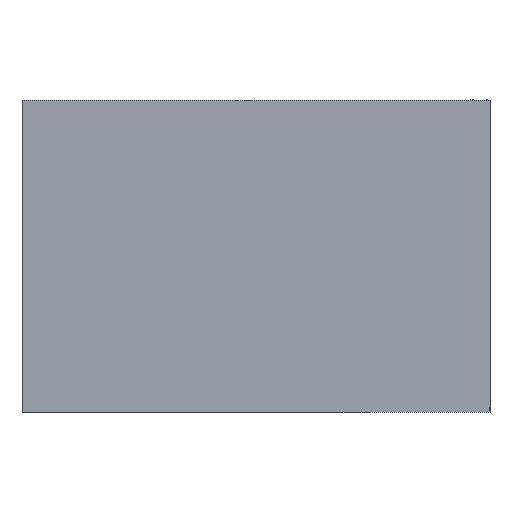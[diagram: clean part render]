
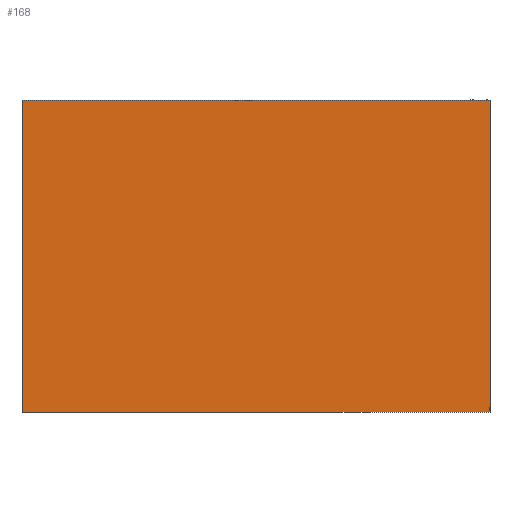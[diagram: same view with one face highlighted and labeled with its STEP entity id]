
A CAD part, left-side view. The second image highlights one B-rep face of the part: STEP entity #168.
In plain terms, the highlighted planar face has unit normal (-1, 0, 0).
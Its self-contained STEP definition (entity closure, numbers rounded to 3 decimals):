
#162 = CARTESIAN_POINT ( 'NONE',  ( 0., 15., 0. ) ) ;
#168 = ADVANCED_FACE ( 'NONE', ( #2972 ), #2290, .F. ) ;
#207 = CARTESIAN_POINT ( 'NONE',  ( 0., 0., 10. ) ) ;
#249 = DIRECTION ( 'NONE',  ( 0., 0., -1. ) ) ;
#445 = VECTOR ( 'NONE', #1642, 1000. ) ;
#470 = CARTESIAN_POINT ( 'NONE',  ( 0., 15., 10. ) ) ;
#514 = EDGE_LOOP ( 'NONE', ( #2590, #2838, #2110, #2764 ) ) ;
#635 = CARTESIAN_POINT ( 'NONE',  ( 0., 0., 10. ) ) ;
#647 = DIRECTION ( 'NONE',  ( 0., 0., -1. ) ) ;
#681 = LINE ( 'NONE', #470, #445 ) ;
#690 = CARTESIAN_POINT ( 'NONE',  ( 0., 0., 10. ) ) ;
#1052 = VERTEX_POINT ( 'NONE', #162 ) ;
#1060 = CARTESIAN_POINT ( 'NONE',  ( 0., 15., 10. ) ) ;
#1202 = VERTEX_POINT ( 'NONE', #1608 ) ;
#1366 = DIRECTION ( 'NONE',  ( 0., -1., 0. ) ) ;
#1413 = CARTESIAN_POINT ( 'NONE',  ( 0., 0., 0. ) ) ;
#1480 = VECTOR ( 'NONE', #2343, 1000. ) ;
#1608 = CARTESIAN_POINT ( 'NONE',  ( 0., 0., 0. ) ) ;
#1640 = LINE ( 'NONE', #1413, #1480 ) ;
#1642 = DIRECTION ( 'NONE',  ( 0., 0., -1. ) ) ;
#1712 = VECTOR ( 'NONE', #249, 1000. ) ;
#1721 = EDGE_CURVE ( 'NONE', #2175, #2778, #2079, .T. ) ;
#1810 = EDGE_CURVE ( 'NONE', #1052, #1202, #1640, .T. ) ;
#2079 = LINE ( 'NONE', #207, #2401 ) ;
#2110 = ORIENTED_EDGE ( 'NONE', *, *, #1721, .F. ) ;
#2175 = VERTEX_POINT ( 'NONE', #1060 ) ;
#2246 = DIRECTION ( 'NONE',  ( 1., 0., 0. ) ) ;
#2290 = PLANE ( 'NONE',  #2707 ) ;
#2308 = EDGE_CURVE ( 'NONE', #2778, #1202, #2995, .T. ) ;
#2343 = DIRECTION ( 'NONE',  ( 0., -1., 0. ) ) ;
#2401 = VECTOR ( 'NONE', #1366, 1000. ) ;
#2590 = ORIENTED_EDGE ( 'NONE', *, *, #1810, .T. ) ;
#2707 = AXIS2_PLACEMENT_3D ( 'NONE', #635, #2246, #647 ) ;
#2711 = EDGE_CURVE ( 'NONE', #2175, #1052, #681, .T. ) ;
#2761 = CARTESIAN_POINT ( 'NONE',  ( 0., 0., 10. ) ) ;
#2764 = ORIENTED_EDGE ( 'NONE', *, *, #2711, .T. ) ;
#2778 = VERTEX_POINT ( 'NONE', #2761 ) ;
#2838 = ORIENTED_EDGE ( 'NONE', *, *, #2308, .F. ) ;
#2972 = FACE_OUTER_BOUND ( 'NONE', #514, .T. ) ;
#2995 = LINE ( 'NONE', #690, #1712 ) ;
